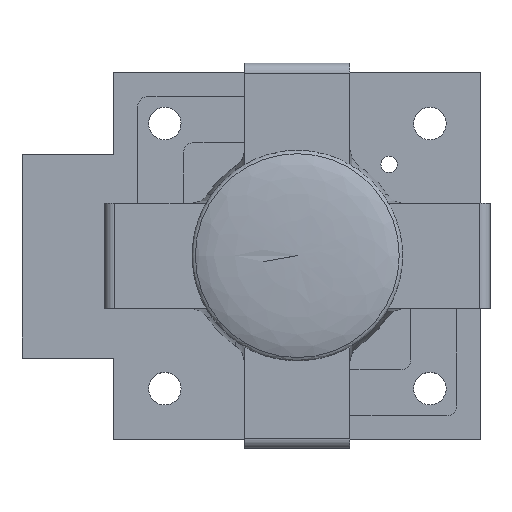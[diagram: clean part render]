
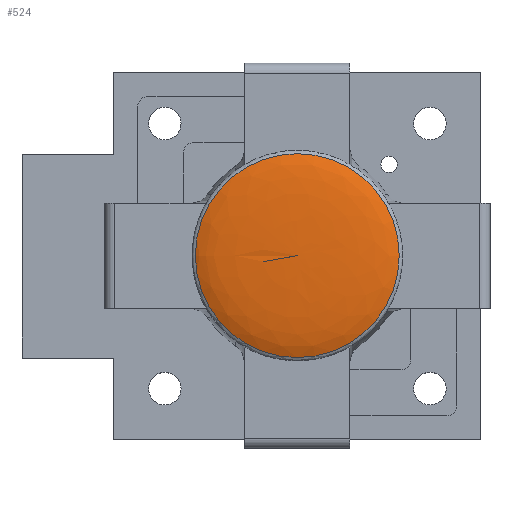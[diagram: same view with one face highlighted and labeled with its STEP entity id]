
A CAD part, top view. The second image highlights one B-rep face of the part: STEP entity #524.
In plain terms, the highlighted face is a revolution surface.
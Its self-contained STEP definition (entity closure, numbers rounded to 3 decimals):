
#469 = VERTEX_POINT('',#470);
#470 = CARTESIAN_POINT('',(-10.,0.,20.466));
#477 = EDGE_CURVE('',#469,#469,#478,.T.);
#478 = CIRCLE('',#479,10.);
#479 = AXIS2_PLACEMENT_3D('',#480,#481,#482);
#480 = CARTESIAN_POINT('',(0.,0.,20.466));
#481 = DIRECTION('',(0.,0.,1.));
#482 = DIRECTION('',(-1.,0.,0.));
#524 = ADVANCED_FACE('',(#525),#537,.T.);
#525 = FACE_BOUND('',#526,.T.);
#526 = EDGE_LOOP('',(#527,#528,#536));
#527 = ORIENTED_EDGE('',*,*,#477,.T.);
#528 = ORIENTED_EDGE('',*,*,#529,.T.);
#529 = EDGE_CURVE('',#469,#530,#532,.T.);
#530 = VERTEX_POINT('',#531);
#531 = CARTESIAN_POINT('',(0.,0.,21.5));
#532 = B_SPLINE_CURVE_WITH_KNOTS('',2,(#533,#534,#535),.UNSPECIFIED.,.F.
  ,.F.,(3,3),(0.,1.),.PIECEWISE_BEZIER_KNOTS.);
#533 = CARTESIAN_POINT('',(-10.,0.,20.466));
#534 = CARTESIAN_POINT('',(-8.285,0.,21.483));
#535 = CARTESIAN_POINT('',(0.,0.,21.5));
#536 = ORIENTED_EDGE('',*,*,#529,.F.);
#537 = SURFACE_OF_REVOLUTION('',#538,#542);
#538 = B_SPLINE_CURVE_WITH_KNOTS('',2,(#539,#540,#541),.UNSPECIFIED.,.F.
  ,.F.,(3,3),(0.,1.),.PIECEWISE_BEZIER_KNOTS.);
#539 = CARTESIAN_POINT('',(-10.,0.,20.466));
#540 = CARTESIAN_POINT('',(-8.285,0.,21.483));
#541 = CARTESIAN_POINT('',(0.,0.,21.5));
#542 = AXIS1_PLACEMENT('',#543,#544);
#543 = CARTESIAN_POINT('',(0.,0.,16.5));
#544 = DIRECTION('',(0.,0.,1.));
